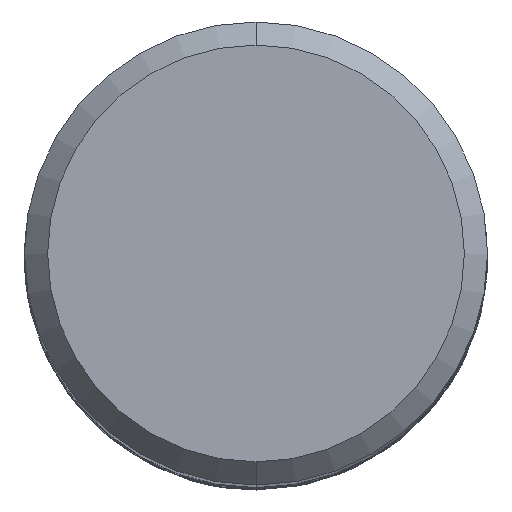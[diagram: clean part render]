
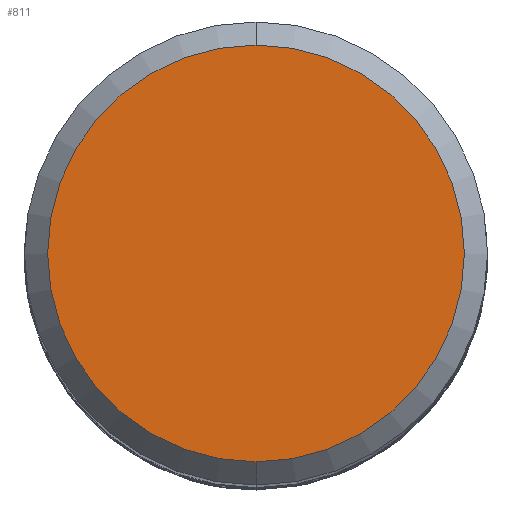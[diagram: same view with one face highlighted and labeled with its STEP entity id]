
A CAD part, top view. The second image highlights one B-rep face of the part: STEP entity #811.
In plain terms, the highlighted planar face has unit normal (0, 0, 1).
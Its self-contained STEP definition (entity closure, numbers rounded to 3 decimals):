
#811=ADVANCED_FACE('',(#2211),#2212,.T.);
#1601=VERTEX_POINT('',#3075);
#1661=EDGE_CURVE('',#1601,#1957,#3140,.T.);
#1813=EDGE_CURVE('',#1957,#1601,#3303,.T.);
#1957=VERTEX_POINT('',#3459);
#2211=FACE_OUTER_BOUND('',#5668,.T.);
#2212=PLANE('',#5669);
#3075=CARTESIAN_POINT('',(0.,-9.0,0.0));
#3140=CIRCLE('',#18514,9.0);
#3303=CIRCLE('',#21006,9.0);
#3459=CARTESIAN_POINT('',(0.0,9.0,0.0));
#5668=EDGE_LOOP('',(#25437,#25438));
#5669=AXIS2_PLACEMENT_3D('',#25439,#25440,#25441);
#18514=AXIS2_PLACEMENT_3D('',#26391,#26392,#26393);
#21006=AXIS2_PLACEMENT_3D('',#26523,#26524,#26525);
#25437=ORIENTED_EDGE('',*,*,#1813,.F.);
#25438=ORIENTED_EDGE('',*,*,#1661,.F.);
#25439=CARTESIAN_POINT('',(0.0,4.5,0.0));
#25440=DIRECTION('',(-0.0,0.0,1.0));
#25441=DIRECTION('',(0.0,-1.0,0.0));
#26391=CARTESIAN_POINT('',(0.0,0.0,0.0));
#26392=DIRECTION('',(0.0,0.0,-1.0));
#26393=DIRECTION('',(0.0,1.0,0.0));
#26523=CARTESIAN_POINT('',(0.0,0.0,0.0));
#26524=DIRECTION('',(0.0,0.0,-1.0));
#26525=DIRECTION('',(0.0,1.0,0.0));
